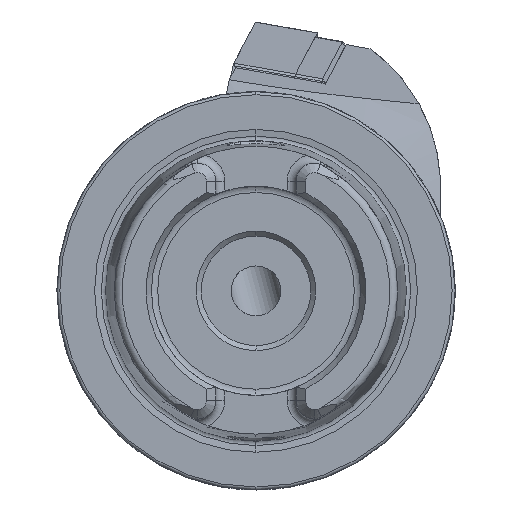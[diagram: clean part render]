
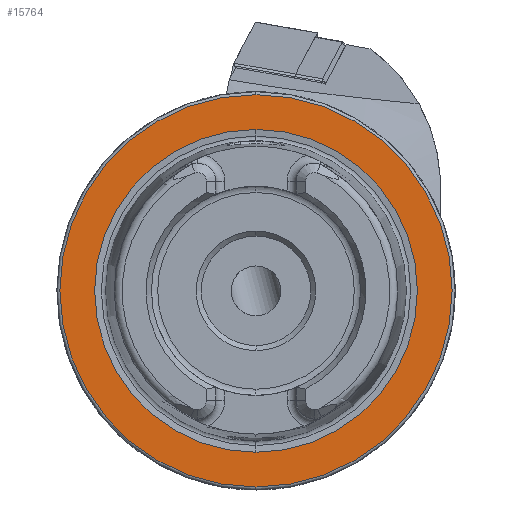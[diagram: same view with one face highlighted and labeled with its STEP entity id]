
A CAD part, left-side view. The second image highlights one B-rep face of the part: STEP entity #15764.
In plain terms, the highlighted planar face has unit normal (-1, 0, 0).
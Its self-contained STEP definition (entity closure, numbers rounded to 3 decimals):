
#495 = DIRECTION ( 'NONE',  ( -1., 0., 0. ) ) ;
#576 = CARTESIAN_POINT ( 'NONE',  ( 0., 0., 0. ) ) ;
#970 = ORIENTED_EDGE ( 'NONE', *, *, #7137, .T. ) ;
#1059 = CARTESIAN_POINT ( 'NONE',  ( 0., 0., 16.207 ) ) ;
#3095 = DIRECTION ( 'NONE',  ( -1., 0., 0. ) ) ;
#3973 = DIRECTION ( 'NONE',  ( 0., 0., 1. ) ) ;
#4879 = CIRCLE ( 'NONE', #11335, 19.7 ) ;
#5396 = VERTEX_POINT ( 'NONE', #9456 ) ;
#6531 = DIRECTION ( 'NONE',  ( 0., 0., -1. ) ) ;
#6791 = FACE_OUTER_BOUND ( 'NONE', #24629, .T. ) ;
#7137 = EDGE_CURVE ( 'NONE', #21755, #5396, #13889, .T. ) ;
#8113 = CARTESIAN_POINT ( 'NONE',  ( 0., 0., 0. ) ) ;
#8240 = DIRECTION ( 'NONE',  ( -1., 0., 0. ) ) ;
#8806 = PLANE ( 'NONE',  #23017 ) ;
#9456 = CARTESIAN_POINT ( 'NONE',  ( 0., 0., 19.7 ) ) ;
#10228 = DIRECTION ( 'NONE',  ( 1., 0., 0. ) ) ;
#10400 = AXIS2_PLACEMENT_3D ( 'NONE', #576, #8240, #12211 ) ;
#11335 = AXIS2_PLACEMENT_3D ( 'NONE', #8113, #21275, #3973 ) ;
#11607 = CIRCLE ( 'NONE', #10400, 16.207 ) ;
#12129 = DIRECTION ( 'NONE',  ( 0., 0., 1. ) ) ;
#12211 = DIRECTION ( 'NONE',  ( 0., 0., 1. ) ) ;
#12962 = CARTESIAN_POINT ( 'NONE',  ( 0., 0., 0. ) ) ;
#13253 = ORIENTED_EDGE ( 'NONE', *, *, #24282, .F. ) ;
#13889 = CIRCLE ( 'NONE', #18314, 19.7 ) ;
#15478 = CARTESIAN_POINT ( 'NONE',  ( 0., 0., -19.7 ) ) ;
#15764 = ADVANCED_FACE ( 'NONE', ( #18310, #6791 ), #8806, .F. ) ;
#16723 = CARTESIAN_POINT ( 'NONE',  ( 0., 0., -16.207 ) ) ;
#17425 = EDGE_CURVE ( 'NONE', #5396, #21755, #4879, .T. ) ;
#17804 = CARTESIAN_POINT ( 'NONE',  ( 0., 0., 0. ) ) ;
#18009 = EDGE_CURVE ( 'NONE', #19469, #22038, #20254, .T. ) ;
#18310 = FACE_BOUND ( 'NONE', #23333, .T. ) ;
#18314 = AXIS2_PLACEMENT_3D ( 'NONE', #17804, #495, #12129 ) ;
#19464 = ORIENTED_EDGE ( 'NONE', *, *, #17425, .T. ) ;
#19469 = VERTEX_POINT ( 'NONE', #16723 ) ;
#20254 = CIRCLE ( 'NONE', #22669, 16.207 ) ;
#20649 = DIRECTION ( 'NONE',  ( 0., 0., 1. ) ) ;
#21275 = DIRECTION ( 'NONE',  ( -1., 0., 0. ) ) ;
#21755 = VERTEX_POINT ( 'NONE', #15478 ) ;
#22038 = VERTEX_POINT ( 'NONE', #1059 ) ;
#22325 = ORIENTED_EDGE ( 'NONE', *, *, #18009, .F. ) ;
#22669 = AXIS2_PLACEMENT_3D ( 'NONE', #12962, #3095, #20649 ) ;
#23017 = AXIS2_PLACEMENT_3D ( 'NONE', #23596, #10228, #6531 ) ;
#23333 = EDGE_LOOP ( 'NONE', ( #13253, #22325 ) ) ;
#23596 = CARTESIAN_POINT ( 'NONE',  ( 0., 19.7, 0. ) ) ;
#24282 = EDGE_CURVE ( 'NONE', #22038, #19469, #11607, .T. ) ;
#24629 = EDGE_LOOP ( 'NONE', ( #19464, #970 ) ) ;
